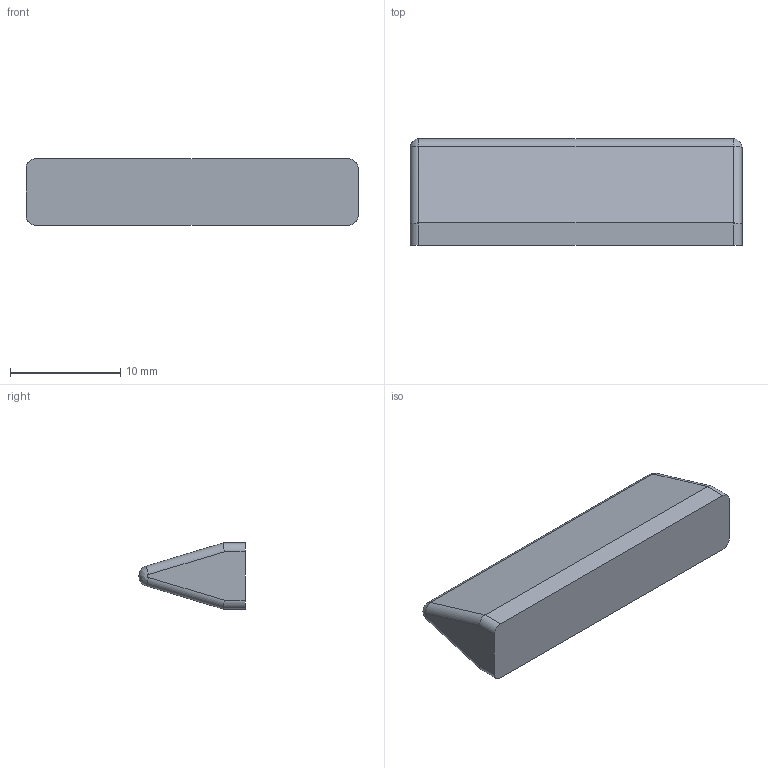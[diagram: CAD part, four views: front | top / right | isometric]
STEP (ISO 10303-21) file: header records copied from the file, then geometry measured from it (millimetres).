
FILE_DESCRIPTION(/* description */ ('WKZ-0468'),/* implementation_level */ '2;1');
FILE_NAME(/* name */ 'O_3_01_06_07_00_WKZ-0468.stp',/* time_stamp */ '2025-11-14T12:48:47+01:00',/* author */ ('d.fischer'),/* organization */ (''),/* preprocessor_version */ 'ST-DEVELOPER v20',/* originating_system */ 'Autodesk Inventor 2025',/* authorisation */ '');
FILE_SCHEMA (('AUTOMOTIVE_DESIGN { 1 0 10303 214 3 1 1 }'));
Length unit declared in the file: millimetre
Products named in the file (1): O_3_01_06_07_00_WKZ-0468
Bounding box: 30.16 x 9.67 x 6 mm (x, y, z)
Volume: 1207.2 mm3; surface area: 880.1 mm2
Topology: 1 solids, 1 shells, 18 faces, 40 edges, 24 vertices
Faces by surface type: cylinder 9, plane 7, bspline 2
Entity records: 559 total; most frequent: CARTESIAN_POINT 111, DIRECTION 90, ORIENTED_EDGE 80, EDGE_CURVE 40, AXIS2_PLACEMENT_3D 33, LINE 24, VECTOR 24, VERTEX_POINT 24
